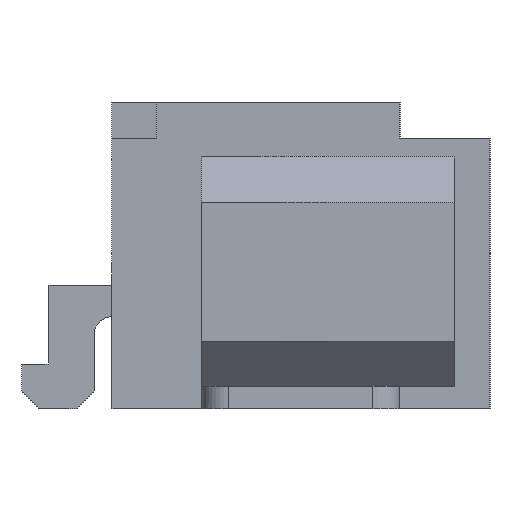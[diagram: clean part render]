
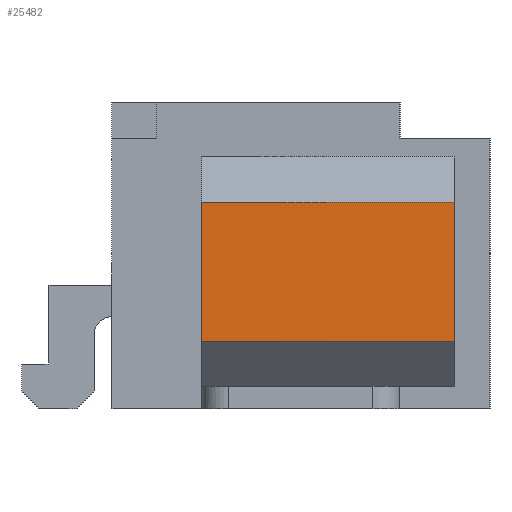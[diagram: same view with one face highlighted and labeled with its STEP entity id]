
A CAD part, left-side view. The second image highlights one B-rep face of the part: STEP entity #25482.
In plain terms, the highlighted planar face has unit normal (-1, 0, 0).
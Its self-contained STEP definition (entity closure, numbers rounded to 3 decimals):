
#9601 = PLANE('',#9602);
#9602 = AXIS2_PLACEMENT_3D('',#9603,#9604,#9605);
#9603 = CARTESIAN_POINT('',(-7.75,-0.35,0.25));
#9604 = DIRECTION('',(0.,-1.,0.));
#9605 = DIRECTION('',(0.,0.,-1.));
#9823 = PLANE('',#9824);
#9824 = AXIS2_PLACEMENT_3D('',#9825,#9826,#9827);
#9825 = CARTESIAN_POINT('',(-7.75,-3.15,0.25));
#9826 = DIRECTION('',(0.,-1.,0.));
#9827 = DIRECTION('',(0.,0.,-1.));
#20004 = PLANE('',#20005);
#20005 = AXIS2_PLACEMENT_3D('',#20006,#20007,#20008);
#20006 = CARTESIAN_POINT('',(-9.5,-0.35,2.3));
#20007 = DIRECTION('',(0.,0.,1.));
#20008 = DIRECTION('',(1.,0.,0.));
#20088 = VERTEX_POINT('',#20089);
#20089 = CARTESIAN_POINT('',(-9.5,-3.15,2.3));
#20110 = EDGE_CURVE('',#20111,#20088,#20113,.T.);
#20111 = VERTEX_POINT('',#20112);
#20112 = CARTESIAN_POINT('',(-9.5,-3.15,0.75));
#20113 = SURFACE_CURVE('',#20114,(#20118,#20125),.PCURVE_S1.);
#20114 = LINE('',#20115,#20116);
#20115 = CARTESIAN_POINT('',(-9.5,-3.15,0.75));
#20116 = VECTOR('',#20117,1.);
#20117 = DIRECTION('',(0.,0.,1.));
#20118 = PCURVE('',#9823,#20119);
#20119 = DEFINITIONAL_REPRESENTATION('',(#20120),#20124);
#20120 = LINE('',#20121,#20122);
#20121 = CARTESIAN_POINT('',(-0.5,-1.75));
#20122 = VECTOR('',#20123,1.);
#20123 = DIRECTION('',(-1.,0.));
#20124 = ( GEOMETRIC_REPRESENTATION_CONTEXT(2)
PARAMETRIC_REPRESENTATION_CONTEXT() REPRESENTATION_CONTEXT('2D SPACE',''
) );
#20125 = PCURVE('',#20126,#20131);
#20126 = PLANE('',#20127);
#20127 = AXIS2_PLACEMENT_3D('',#20128,#20129,#20130);
#20128 = CARTESIAN_POINT('',(-9.5,-0.35,0.75));
#20129 = DIRECTION('',(-1.,0.,0.));
#20130 = DIRECTION('',(0.,0.,1.));
#20131 = DEFINITIONAL_REPRESENTATION('',(#20132),#20136);
#20132 = LINE('',#20133,#20134);
#20133 = CARTESIAN_POINT('',(0.,-2.8));
#20134 = VECTOR('',#20135,1.);
#20135 = DIRECTION('',(1.,0.));
#20136 = ( GEOMETRIC_REPRESENTATION_CONTEXT(2)
PARAMETRIC_REPRESENTATION_CONTEXT() REPRESENTATION_CONTEXT('2D SPACE',''
) );
#20152 = PLANE('',#20153);
#20153 = AXIS2_PLACEMENT_3D('',#20154,#20155,#20156);
#20154 = CARTESIAN_POINT('',(-9.,-0.35,0.25));
#20155 = DIRECTION('',(-0.707,0.,-0.707));
#20156 = DIRECTION('',(-0.707,0.,0.707));
#20880 = VERTEX_POINT('',#20881);
#20881 = CARTESIAN_POINT('',(-9.5,-0.35,2.3));
#20902 = EDGE_CURVE('',#20903,#20880,#20905,.T.);
#20903 = VERTEX_POINT('',#20904);
#20904 = CARTESIAN_POINT('',(-9.5,-0.35,0.75));
#20905 = SURFACE_CURVE('',#20906,(#20910,#20917),.PCURVE_S1.);
#20906 = LINE('',#20907,#20908);
#20907 = CARTESIAN_POINT('',(-9.5,-0.35,0.75));
#20908 = VECTOR('',#20909,1.);
#20909 = DIRECTION('',(0.,0.,1.));
#20910 = PCURVE('',#9601,#20911);
#20911 = DEFINITIONAL_REPRESENTATION('',(#20912),#20916);
#20912 = LINE('',#20913,#20914);
#20913 = CARTESIAN_POINT('',(-0.5,-1.75));
#20914 = VECTOR('',#20915,1.);
#20915 = DIRECTION('',(-1.,0.));
#20916 = ( GEOMETRIC_REPRESENTATION_CONTEXT(2)
PARAMETRIC_REPRESENTATION_CONTEXT() REPRESENTATION_CONTEXT('2D SPACE',''
) );
#20917 = PCURVE('',#20126,#20918);
#20918 = DEFINITIONAL_REPRESENTATION('',(#20919),#20923);
#20919 = LINE('',#20920,#20921);
#20920 = CARTESIAN_POINT('',(0.,0.));
#20921 = VECTOR('',#20922,1.);
#20922 = DIRECTION('',(1.,0.));
#20923 = ( GEOMETRIC_REPRESENTATION_CONTEXT(2)
PARAMETRIC_REPRESENTATION_CONTEXT() REPRESENTATION_CONTEXT('2D SPACE',''
) );
#25383 = EDGE_CURVE('',#20880,#20088,#25384,.T.);
#25384 = SURFACE_CURVE('',#25385,(#25389,#25396),.PCURVE_S1.);
#25385 = LINE('',#25386,#25387);
#25386 = CARTESIAN_POINT('',(-9.5,-0.35,2.3));
#25387 = VECTOR('',#25388,1.);
#25388 = DIRECTION('',(0.,-1.,0.));
#25389 = PCURVE('',#20004,#25390);
#25390 = DEFINITIONAL_REPRESENTATION('',(#25391),#25395);
#25391 = LINE('',#25392,#25393);
#25392 = CARTESIAN_POINT('',(0.,0.));
#25393 = VECTOR('',#25394,1.);
#25394 = DIRECTION('',(0.,-1.));
#25395 = ( GEOMETRIC_REPRESENTATION_CONTEXT(2)
PARAMETRIC_REPRESENTATION_CONTEXT() REPRESENTATION_CONTEXT('2D SPACE',''
) );
#25396 = PCURVE('',#20126,#25397);
#25397 = DEFINITIONAL_REPRESENTATION('',(#25398),#25402);
#25398 = LINE('',#25399,#25400);
#25399 = CARTESIAN_POINT('',(1.55,0.));
#25400 = VECTOR('',#25401,1.);
#25401 = DIRECTION('',(0.,-1.));
#25402 = ( GEOMETRIC_REPRESENTATION_CONTEXT(2)
PARAMETRIC_REPRESENTATION_CONTEXT() REPRESENTATION_CONTEXT('2D SPACE',''
) );
#25461 = EDGE_CURVE('',#20903,#20111,#25462,.T.);
#25462 = SURFACE_CURVE('',#25463,(#25467,#25474),.PCURVE_S1.);
#25463 = LINE('',#25464,#25465);
#25464 = CARTESIAN_POINT('',(-9.5,-0.35,0.75));
#25465 = VECTOR('',#25466,1.);
#25466 = DIRECTION('',(0.,-1.,0.));
#25467 = PCURVE('',#20152,#25468);
#25468 = DEFINITIONAL_REPRESENTATION('',(#25469),#25473);
#25469 = LINE('',#25470,#25471);
#25470 = CARTESIAN_POINT('',(0.707,0.));
#25471 = VECTOR('',#25472,1.);
#25472 = DIRECTION('',(0.,-1.));
#25473 = ( GEOMETRIC_REPRESENTATION_CONTEXT(2)
PARAMETRIC_REPRESENTATION_CONTEXT() REPRESENTATION_CONTEXT('2D SPACE',''
) );
#25474 = PCURVE('',#20126,#25475);
#25475 = DEFINITIONAL_REPRESENTATION('',(#25476),#25480);
#25476 = LINE('',#25477,#25478);
#25477 = CARTESIAN_POINT('',(0.,0.));
#25478 = VECTOR('',#25479,1.);
#25479 = DIRECTION('',(0.,-1.));
#25480 = ( GEOMETRIC_REPRESENTATION_CONTEXT(2)
PARAMETRIC_REPRESENTATION_CONTEXT() REPRESENTATION_CONTEXT('2D SPACE',''
) );
#25482 = ADVANCED_FACE('',(#25483),#20126,.T.);
#25483 = FACE_BOUND('',#25484,.T.);
#25484 = EDGE_LOOP('',(#25485,#25486,#25487,#25488));
#25485 = ORIENTED_EDGE('',*,*,#25461,.T.);
#25486 = ORIENTED_EDGE('',*,*,#20110,.T.);
#25487 = ORIENTED_EDGE('',*,*,#25383,.F.);
#25488 = ORIENTED_EDGE('',*,*,#20902,.F.);
